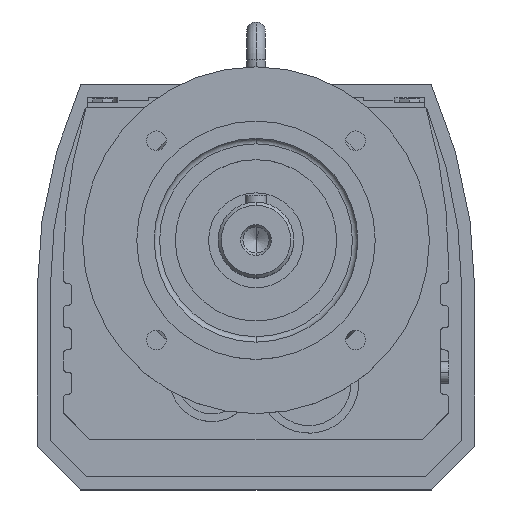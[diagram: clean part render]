
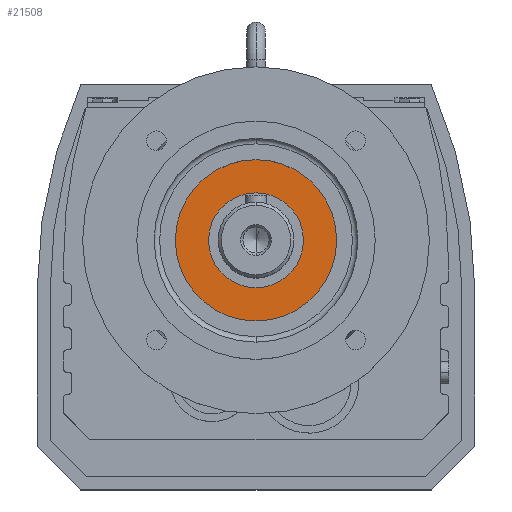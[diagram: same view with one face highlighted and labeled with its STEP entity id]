
A CAD part, top view. The second image highlights one B-rep face of the part: STEP entity #21508.
In plain terms, the highlighted planar face has unit normal (0, 0, 1).
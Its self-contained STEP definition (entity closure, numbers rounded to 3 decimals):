
#21273 = CYLINDRICAL_SURFACE('',#21274,37.209);
#21274 = AXIS2_PLACEMENT_3D('',#21275,#21276,#21277);
#21275 = CARTESIAN_POINT('',(0.,11.2,257.));
#21276 = DIRECTION('',(0.,0.,1.));
#21277 = DIRECTION('',(0.,-1.,0.));
#21326 = CYLINDRICAL_SURFACE('',#21327,37.209);
#21327 = AXIS2_PLACEMENT_3D('',#21328,#21329,#21330);
#21328 = CARTESIAN_POINT('',(0.,11.2,257.));
#21329 = DIRECTION('',(0.,0.,1.));
#21330 = DIRECTION('',(0.,-1.,0.));
#21368 = VERTEX_POINT('',#21369);
#21369 = CARTESIAN_POINT('',(0.,48.409,180.));
#21390 = VERTEX_POINT('',#21391);
#21391 = CARTESIAN_POINT('',(0.,-26.009,180.));
#21410 = EDGE_CURVE('',#21368,#21390,#21411,.T.);
#21411 = SURFACE_CURVE('',#21412,(#21417,#21446),.PCURVE_S1.);
#21412 = CIRCLE('',#21413,37.209);
#21413 = AXIS2_PLACEMENT_3D('',#21414,#21415,#21416);
#21414 = CARTESIAN_POINT('',(0.,11.2,180.));
#21415 = DIRECTION('',(0.,0.,-1.));
#21416 = DIRECTION('',(-1.,0.,0.));
#21417 = PCURVE('',#21273,#21418);
#21418 = DEFINITIONAL_REPRESENTATION('',(#21419),#21445);
#21419 = B_SPLINE_CURVE_WITH_KNOTS('',3,(#21420,#21421,#21422,#21423,
    #21424,#21425,#21426,#21427,#21428,#21429,#21430,#21431,#21432,
    #21433,#21434,#21435,#21436,#21437,#21438,#21439,#21440,#21441,
    #21442,#21443,#21444),.UNSPECIFIED.,.F.,.F.,(4,1,1,1,1,1,1,1,1,1,1,1
    ,1,1,1,1,1,1,1,1,1,1,4),(1.571,1.714,
    1.856,1.999,2.142,2.285,
    2.428,2.57,2.713,2.856,
    2.999,3.142,3.284,3.427,
    3.57,3.713,3.856,3.998,
    4.141,4.284,4.427,4.57,
    4.712),.QUASI_UNIFORM_KNOTS.);
#21420 = CARTESIAN_POINT('',(3.142,-77.));
#21421 = CARTESIAN_POINT('',(3.094,-77.));
#21422 = CARTESIAN_POINT('',(2.999,-77.));
#21423 = CARTESIAN_POINT('',(2.856,-77.));
#21424 = CARTESIAN_POINT('',(2.713,-77.));
#21425 = CARTESIAN_POINT('',(2.57,-77.));
#21426 = CARTESIAN_POINT('',(2.428,-77.));
#21427 = CARTESIAN_POINT('',(2.285,-77.));
#21428 = CARTESIAN_POINT('',(2.142,-77.));
#21429 = CARTESIAN_POINT('',(1.999,-77.));
#21430 = CARTESIAN_POINT('',(1.856,-77.));
#21431 = CARTESIAN_POINT('',(1.714,-77.));
#21432 = CARTESIAN_POINT('',(1.571,-77.));
#21433 = CARTESIAN_POINT('',(1.428,-77.));
#21434 = CARTESIAN_POINT('',(1.285,-77.));
#21435 = CARTESIAN_POINT('',(1.142,-77.));
#21436 = CARTESIAN_POINT('',(1.,-77.));
#21437 = CARTESIAN_POINT('',(0.857,-77.));
#21438 = CARTESIAN_POINT('',(0.714,-77.));
#21439 = CARTESIAN_POINT('',(0.571,-77.));
#21440 = CARTESIAN_POINT('',(0.428,-77.));
#21441 = CARTESIAN_POINT('',(0.286,-77.));
#21442 = CARTESIAN_POINT('',(0.143,-77.));
#21443 = CARTESIAN_POINT('',(0.048,-77.));
#21444 = CARTESIAN_POINT('',(0.,-77.));
#21445 = ( GEOMETRIC_REPRESENTATION_CONTEXT(2) 
PARAMETRIC_REPRESENTATION_CONTEXT() REPRESENTATION_CONTEXT('2D SPACE',''
  ) );
#21446 = PCURVE('',#21447,#21452);
#21447 = PLANE('',#21448);
#21448 = AXIS2_PLACEMENT_3D('',#21449,#21450,#21451);
#21449 = CARTESIAN_POINT('',(-16.051,5.201,180.));
#21450 = DIRECTION('',(0.,0.,-1.));
#21451 = DIRECTION('',(-1.,0.,0.));
#21452 = DEFINITIONAL_REPRESENTATION('',(#21453),#21457);
#21453 = CIRCLE('',#21454,37.209);
#21454 = AXIS2_PLACEMENT_2D('',#21455,#21456);
#21455 = CARTESIAN_POINT('',(-16.051,5.999));
#21456 = DIRECTION('',(1.,0.));
#21457 = ( GEOMETRIC_REPRESENTATION_CONTEXT(2) 
PARAMETRIC_REPRESENTATION_CONTEXT() REPRESENTATION_CONTEXT('2D SPACE',''
  ) );
#21462 = EDGE_CURVE('',#21390,#21368,#21463,.T.);
#21463 = SURFACE_CURVE('',#21464,(#21469,#21498),.PCURVE_S1.);
#21464 = CIRCLE('',#21465,37.209);
#21465 = AXIS2_PLACEMENT_3D('',#21466,#21467,#21468);
#21466 = CARTESIAN_POINT('',(0.,11.2,180.));
#21467 = DIRECTION('',(0.,0.,-1.));
#21468 = DIRECTION('',(-1.,0.,0.));
#21469 = PCURVE('',#21326,#21470);
#21470 = DEFINITIONAL_REPRESENTATION('',(#21471),#21497);
#21471 = B_SPLINE_CURVE_WITH_KNOTS('',3,(#21472,#21473,#21474,#21475,
    #21476,#21477,#21478,#21479,#21480,#21481,#21482,#21483,#21484,
    #21485,#21486,#21487,#21488,#21489,#21490,#21491,#21492,#21493,
    #21494,#21495,#21496),.UNSPECIFIED.,.F.,.F.,(4,1,1,1,1,1,1,1,1,1,1,1
    ,1,1,1,1,1,1,1,1,1,1,4),(4.712,4.855,
    4.998,5.141,5.284,5.426,
    5.569,5.712,5.855,5.998,
    6.14,6.283,6.426,6.569,
    6.712,6.854,6.997,7.14,
    7.283,7.426,7.568,7.711,
    7.854),.QUASI_UNIFORM_KNOTS.);
#21472 = CARTESIAN_POINT('',(6.283,-77.));
#21473 = CARTESIAN_POINT('',(6.236,-77.));
#21474 = CARTESIAN_POINT('',(6.14,-77.));
#21475 = CARTESIAN_POINT('',(5.998,-77.));
#21476 = CARTESIAN_POINT('',(5.855,-77.));
#21477 = CARTESIAN_POINT('',(5.712,-77.));
#21478 = CARTESIAN_POINT('',(5.569,-77.));
#21479 = CARTESIAN_POINT('',(5.426,-77.));
#21480 = CARTESIAN_POINT('',(5.284,-77.));
#21481 = CARTESIAN_POINT('',(5.141,-77.));
#21482 = CARTESIAN_POINT('',(4.998,-77.));
#21483 = CARTESIAN_POINT('',(4.855,-77.));
#21484 = CARTESIAN_POINT('',(4.712,-77.));
#21485 = CARTESIAN_POINT('',(4.57,-77.));
#21486 = CARTESIAN_POINT('',(4.427,-77.));
#21487 = CARTESIAN_POINT('',(4.284,-77.));
#21488 = CARTESIAN_POINT('',(4.141,-77.));
#21489 = CARTESIAN_POINT('',(3.998,-77.));
#21490 = CARTESIAN_POINT('',(3.856,-77.));
#21491 = CARTESIAN_POINT('',(3.713,-77.));
#21492 = CARTESIAN_POINT('',(3.57,-77.));
#21493 = CARTESIAN_POINT('',(3.427,-77.));
#21494 = CARTESIAN_POINT('',(3.284,-77.));
#21495 = CARTESIAN_POINT('',(3.189,-77.));
#21496 = CARTESIAN_POINT('',(3.142,-77.));
#21497 = ( GEOMETRIC_REPRESENTATION_CONTEXT(2) 
PARAMETRIC_REPRESENTATION_CONTEXT() REPRESENTATION_CONTEXT('2D SPACE',''
  ) );
#21498 = PCURVE('',#21447,#21499);
#21499 = DEFINITIONAL_REPRESENTATION('',(#21500),#21504);
#21500 = CIRCLE('',#21501,37.209);
#21501 = AXIS2_PLACEMENT_2D('',#21502,#21503);
#21502 = CARTESIAN_POINT('',(-16.051,5.999));
#21503 = DIRECTION('',(1.,0.));
#21504 = ( GEOMETRIC_REPRESENTATION_CONTEXT(2) 
PARAMETRIC_REPRESENTATION_CONTEXT() REPRESENTATION_CONTEXT('2D SPACE',''
  ) );
#21508 = ADVANCED_FACE('',(#21509,#21575),#21447,.F.);
#21509 = FACE_BOUND('',#21510,.T.);
#21510 = EDGE_LOOP('',(#21511,#21545));
#21511 = ORIENTED_EDGE('',*,*,#21512,.F.);
#21512 = EDGE_CURVE('',#21513,#21515,#21517,.T.);
#21513 = VERTEX_POINT('',#21514);
#21514 = CARTESIAN_POINT('',(0.,-10.675,180.));
#21515 = VERTEX_POINT('',#21516);
#21516 = CARTESIAN_POINT('',(0.,33.075,180.));
#21517 = SURFACE_CURVE('',#21518,(#21523,#21534),.PCURVE_S1.);
#21518 = CIRCLE('',#21519,21.875);
#21519 = AXIS2_PLACEMENT_3D('',#21520,#21521,#21522);
#21520 = CARTESIAN_POINT('',(0.,11.2,180.));
#21521 = DIRECTION('',(0.,0.,1.));
#21522 = DIRECTION('',(-1.,0.,0.));
#21523 = PCURVE('',#21447,#21524);
#21524 = DEFINITIONAL_REPRESENTATION('',(#21525),#21533);
#21525 = ( BOUNDED_CURVE() B_SPLINE_CURVE(2,(#21526,#21527,#21528,#21529
    ,#21530,#21531,#21532),.UNSPECIFIED.,.F.,.F.) 
B_SPLINE_CURVE_WITH_KNOTS((1,2,2,2,2,1),(-2.094,0.,
    2.094,4.189,6.283,8.378),
.UNSPECIFIED.) CURVE() GEOMETRIC_REPRESENTATION_ITEM() 
RATIONAL_B_SPLINE_CURVE((1.,0.5,1.,0.5,1.,0.5,1.)) REPRESENTATION_ITEM(
  '') );
#21526 = CARTESIAN_POINT('',(5.824,5.999));
#21527 = CARTESIAN_POINT('',(5.824,-31.889));
#21528 = CARTESIAN_POINT('',(-26.988,-12.945));
#21529 = CARTESIAN_POINT('',(-59.801,5.999));
#21530 = CARTESIAN_POINT('',(-26.988,24.943));
#21531 = CARTESIAN_POINT('',(5.824,43.888));
#21532 = CARTESIAN_POINT('',(5.824,5.999));
#21533 = ( GEOMETRIC_REPRESENTATION_CONTEXT(2) 
PARAMETRIC_REPRESENTATION_CONTEXT() REPRESENTATION_CONTEXT('2D SPACE',''
  ) );
#21534 = PCURVE('',#21535,#21540);
#21535 = CYLINDRICAL_SURFACE('',#21536,21.875);
#21536 = AXIS2_PLACEMENT_3D('',#21537,#21538,#21539);
#21537 = CARTESIAN_POINT('',(0.,11.2,257.));
#21538 = DIRECTION('',(0.,0.,1.));
#21539 = DIRECTION('',(0.,-1.,0.));
#21540 = DEFINITIONAL_REPRESENTATION('',(#21541),#21544);
#21541 = B_SPLINE_CURVE_WITH_KNOTS('',1,(#21542,#21543),.UNSPECIFIED.,
  .F.,.F.,(2,2),(1.571,4.712),
  .PIECEWISE_BEZIER_KNOTS.);
#21542 = CARTESIAN_POINT('',(0.,-77.));
#21543 = CARTESIAN_POINT('',(3.142,-77.));
#21544 = ( GEOMETRIC_REPRESENTATION_CONTEXT(2) 
PARAMETRIC_REPRESENTATION_CONTEXT() REPRESENTATION_CONTEXT('2D SPACE',''
  ) );
#21545 = ORIENTED_EDGE('',*,*,#21546,.F.);
#21546 = EDGE_CURVE('',#21515,#21513,#21547,.T.);
#21547 = SURFACE_CURVE('',#21548,(#21553,#21564),.PCURVE_S1.);
#21548 = CIRCLE('',#21549,21.875);
#21549 = AXIS2_PLACEMENT_3D('',#21550,#21551,#21552);
#21550 = CARTESIAN_POINT('',(0.,11.2,180.));
#21551 = DIRECTION('',(0.,0.,1.));
#21552 = DIRECTION('',(-1.,0.,0.));
#21553 = PCURVE('',#21447,#21554);
#21554 = DEFINITIONAL_REPRESENTATION('',(#21555),#21563);
#21555 = ( BOUNDED_CURVE() B_SPLINE_CURVE(2,(#21556,#21557,#21558,#21559
    ,#21560,#21561,#21562),.UNSPECIFIED.,.F.,.F.) 
B_SPLINE_CURVE_WITH_KNOTS((1,2,2,2,2,1),(-2.094,0.,
    2.094,4.189,6.283,8.378),
.UNSPECIFIED.) CURVE() GEOMETRIC_REPRESENTATION_ITEM() 
RATIONAL_B_SPLINE_CURVE((1.,0.5,1.,0.5,1.,0.5,1.)) REPRESENTATION_ITEM(
  '') );
#21556 = CARTESIAN_POINT('',(5.824,5.999));
#21557 = CARTESIAN_POINT('',(5.824,-31.889));
#21558 = CARTESIAN_POINT('',(-26.988,-12.945));
#21559 = CARTESIAN_POINT('',(-59.801,5.999));
#21560 = CARTESIAN_POINT('',(-26.988,24.943));
#21561 = CARTESIAN_POINT('',(5.824,43.888));
#21562 = CARTESIAN_POINT('',(5.824,5.999));
#21563 = ( GEOMETRIC_REPRESENTATION_CONTEXT(2) 
PARAMETRIC_REPRESENTATION_CONTEXT() REPRESENTATION_CONTEXT('2D SPACE',''
  ) );
#21564 = PCURVE('',#21565,#21570);
#21565 = CYLINDRICAL_SURFACE('',#21566,21.875);
#21566 = AXIS2_PLACEMENT_3D('',#21567,#21568,#21569);
#21567 = CARTESIAN_POINT('',(0.,11.2,257.));
#21568 = DIRECTION('',(0.,0.,1.));
#21569 = DIRECTION('',(0.,-1.,0.));
#21570 = DEFINITIONAL_REPRESENTATION('',(#21571),#21574);
#21571 = B_SPLINE_CURVE_WITH_KNOTS('',1,(#21572,#21573),.UNSPECIFIED.,
  .F.,.F.,(2,2),(4.712,7.854),
  .PIECEWISE_BEZIER_KNOTS.);
#21572 = CARTESIAN_POINT('',(3.142,-77.));
#21573 = CARTESIAN_POINT('',(6.283,-77.));
#21574 = ( GEOMETRIC_REPRESENTATION_CONTEXT(2) 
PARAMETRIC_REPRESENTATION_CONTEXT() REPRESENTATION_CONTEXT('2D SPACE',''
  ) );
#21575 = FACE_BOUND('',#21576,.T.);
#21576 = EDGE_LOOP('',(#21577,#21578));
#21577 = ORIENTED_EDGE('',*,*,#21462,.F.);
#21578 = ORIENTED_EDGE('',*,*,#21410,.F.);
